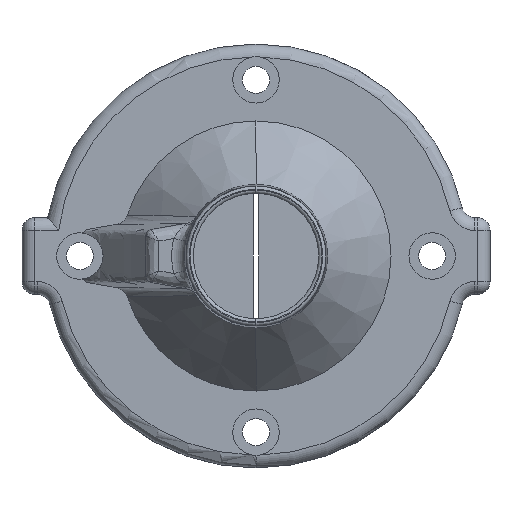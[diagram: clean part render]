
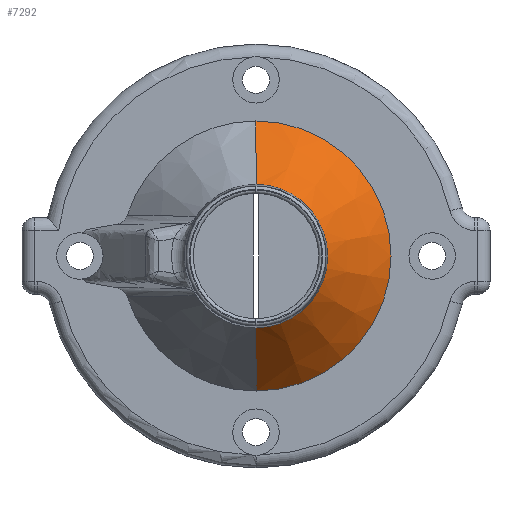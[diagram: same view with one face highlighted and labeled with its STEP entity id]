
A CAD part, left-side view. The second image highlights one B-rep face of the part: STEP entity #7292.
In plain terms, the highlighted conical face has half-angle 37.565 degrees and reference radius 21.084 mm.
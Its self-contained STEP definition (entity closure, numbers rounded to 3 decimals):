
#5 = CARTESIAN_POINT ( 'NONE',  ( -7., 0., 21.084 ) ) ;
#207 = EDGE_CURVE ( 'NONE', #9352, #3472, #5280, .T. ) ;
#778 = DIRECTION ( 'NONE',  ( 1., 0., 0. ) ) ;
#1251 = AXIS2_PLACEMENT_3D ( 'NONE', #4329, #778, #8037 ) ;
#1459 = ORIENTED_EDGE ( 'NONE', *, *, #2780, .F. ) ;
#1862 = CARTESIAN_POINT ( 'NONE',  ( -7., 0., -21.084 ) ) ;
#2030 = AXIS2_PLACEMENT_3D ( 'NONE', #10975, #10800, #2624 ) ;
#2624 = DIRECTION ( 'NONE',  ( 0., 0., 1. ) ) ;
#2780 = EDGE_CURVE ( 'NONE', #3472, #3008, #7860, .T. ) ;
#2850 = CARTESIAN_POINT ( 'NONE',  ( -7., 0., 0. ) ) ;
#3008 = VERTEX_POINT ( 'NONE', #5 ) ;
#3117 = VECTOR ( 'NONE', #3701, 1000. ) ;
#3298 = EDGE_CURVE ( 'NONE', #5955, #3008, #6389, .T. ) ;
#3435 = EDGE_CURVE ( 'NONE', #9352, #5955, #11145, .T. ) ;
#3472 = VERTEX_POINT ( 'NONE', #5692 ) ;
#3701 = DIRECTION ( 'NONE',  ( 0.793, 0., -0.61 ) ) ;
#4329 = CARTESIAN_POINT ( 'NONE',  ( -7., 0., 0. ) ) ;
#4434 = FACE_OUTER_BOUND ( 'NONE', #5108, .T. ) ;
#4897 = CARTESIAN_POINT ( 'NONE',  ( -19.87, 0., -11.185 ) ) ;
#5108 = EDGE_LOOP ( 'NONE', ( #1459, #8581, #7659, #9229 ) ) ;
#5280 = CIRCLE ( 'NONE', #2030, 11.185 ) ;
#5692 = CARTESIAN_POINT ( 'NONE',  ( -19.87, 0., 11.185 ) ) ;
#5955 = VERTEX_POINT ( 'NONE', #11215 ) ;
#6389 = CIRCLE ( 'NONE', #11177, 21.084 ) ;
#7292 = ADVANCED_FACE ( 'NONE', ( #4434 ), #8528, .T. ) ;
#7659 = ORIENTED_EDGE ( 'NONE', *, *, #3435, .T. ) ;
#7860 = LINE ( 'NONE', #10347, #11601 ) ;
#8037 = DIRECTION ( 'NONE',  ( 0., 0., -1. ) ) ;
#8528 = CONICAL_SURFACE ( 'NONE', #1251, 21.084, 0.656 ) ;
#8581 = ORIENTED_EDGE ( 'NONE', *, *, #207, .F. ) ;
#9229 = ORIENTED_EDGE ( 'NONE', *, *, #3298, .T. ) ;
#9352 = VERTEX_POINT ( 'NONE', #4897 ) ;
#10347 = CARTESIAN_POINT ( 'NONE',  ( -7., 0., 21.084 ) ) ;
#10800 = DIRECTION ( 'NONE',  ( -1., 0., 0. ) ) ;
#10911 = DIRECTION ( 'NONE',  ( -1., 0., 0. ) ) ;
#10975 = CARTESIAN_POINT ( 'NONE',  ( -19.87, 0., 0. ) ) ;
#11145 = LINE ( 'NONE', #1862, #3117 ) ;
#11177 = AXIS2_PLACEMENT_3D ( 'NONE', #2850, #10911, #11869 ) ;
#11215 = CARTESIAN_POINT ( 'NONE',  ( -7., 0., -21.084 ) ) ;
#11419 = DIRECTION ( 'NONE',  ( 0.793, 0., 0.61 ) ) ;
#11601 = VECTOR ( 'NONE', #11419, 1000. ) ;
#11869 = DIRECTION ( 'NONE',  ( 0., 0., 1. ) ) ;
